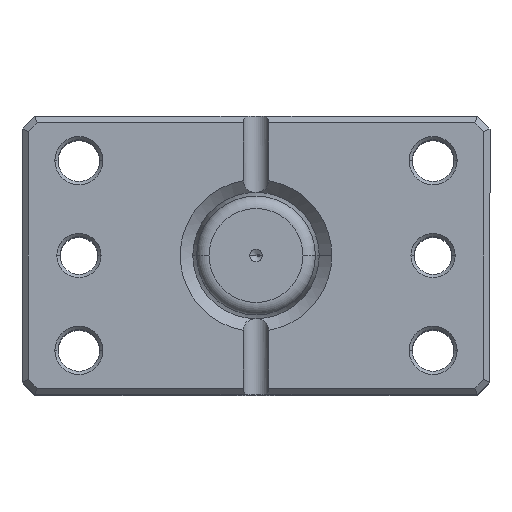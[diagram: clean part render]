
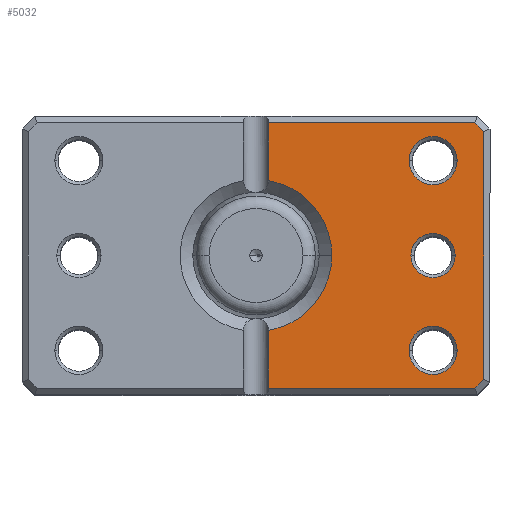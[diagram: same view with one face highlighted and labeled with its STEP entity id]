
A CAD part, top view. The second image highlights one B-rep face of the part: STEP entity #5032.
In plain terms, the highlighted face is planar.
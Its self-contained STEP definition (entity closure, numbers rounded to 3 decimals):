
#9 = DIRECTION ( 'NONE',  ( 1., 0., 0. ) ) ;
#51 = ORIENTED_EDGE ( 'NONE', *, *, #5263, .T. ) ;
#89 = VECTOR ( 'NONE', #1466, 1000. ) ;
#109 = CIRCLE ( 'NONE', #5554, 3.8 ) ;
#166 = EDGE_CURVE ( 'NONE', #815, #6758, #6276, .T. ) ;
#168 = VERTEX_POINT ( 'NONE', #6411 ) ;
#196 = LINE ( 'NONE', #6805, #6011 ) ;
#323 = ORIENTED_EDGE ( 'NONE', *, *, #2373, .T. ) ;
#324 = EDGE_CURVE ( 'NONE', #2641, #168, #109, .T. ) ;
#406 = CARTESIAN_POINT ( 'NONE',  ( -34.586, 21., 0. ) ) ;
#478 = VERTEX_POINT ( 'NONE', #609 ) ;
#517 = LINE ( 'NONE', #4500, #2040 ) ;
#527 = CARTESIAN_POINT ( 'NONE',  ( -36., 19.586, 0. ) ) ;
#552 = CARTESIAN_POINT ( 'NONE',  ( -27.793, -27.793, 0. ) ) ;
#609 = CARTESIAN_POINT ( 'NONE',  ( -24.5, 0., 0. ) ) ;
#632 = ORIENTED_EDGE ( 'NONE', *, *, #166, .T. ) ;
#641 = VERTEX_POINT ( 'NONE', #527 ) ;
#717 = ORIENTED_EDGE ( 'NONE', *, *, #6639, .T. ) ;
#776 = FACE_BOUND ( 'NONE', #2365, .T. ) ;
#815 = VERTEX_POINT ( 'NONE', #6514 ) ;
#827 = DIRECTION ( 'NONE',  ( -0.707, 0.707, 0. ) ) ;
#853 = CIRCLE ( 'NONE', #6773, 3.8 ) ;
#864 = VERTEX_POINT ( 'NONE', #406 ) ;
#869 = DIRECTION ( 'NONE',  ( 1., 0., 0. ) ) ;
#885 = PLANE ( 'NONE',  #2506 ) ;
#956 = DIRECTION ( 'NONE',  ( 0., 0., 1. ) ) ;
#982 = LINE ( 'NONE', #3593, #3558 ) ;
#1004 = VECTOR ( 'NONE', #827, 1000. ) ;
#1122 = AXIS2_PLACEMENT_3D ( 'NONE', #6400, #3098, #9 ) ;
#1220 = EDGE_CURVE ( 'NONE', #168, #2641, #853, .T. ) ;
#1233 = CARTESIAN_POINT ( 'NONE',  ( -28., 15., 0. ) ) ;
#1261 = DIRECTION ( 'NONE',  ( 0., 0., 1. ) ) ;
#1273 = EDGE_CURVE ( 'NONE', #478, #6642, #1881, .T. ) ;
#1279 = CARTESIAN_POINT ( 'NONE',  ( -34.586, -21., 0. ) ) ;
#1286 = AXIS2_PLACEMENT_3D ( 'NONE', #5846, #5894, #5656 ) ;
#1463 = LINE ( 'NONE', #3555, #89 ) ;
#1466 = DIRECTION ( 'NONE',  ( 0., -1., 0. ) ) ;
#1509 = VERTEX_POINT ( 'NONE', #1279 ) ;
#1544 = CIRCLE ( 'NONE', #6645, 3.8 ) ;
#1681 = CARTESIAN_POINT ( 'NONE',  ( -2., -21., 0. ) ) ;
#1714 = DIRECTION ( 'NONE',  ( 1., 0., 0. ) ) ;
#1761 = VERTEX_POINT ( 'NONE', #3364 ) ;
#1870 = LINE ( 'NONE', #6164, #3240 ) ;
#1881 = CIRCLE ( 'NONE', #5258, 3.5 ) ;
#1900 = CARTESIAN_POINT ( 'NONE',  ( -2., 11.832, 0. ) ) ;
#2021 = DIRECTION ( 'NONE',  ( 0., 0., 1. ) ) ;
#2040 = VECTOR ( 'NONE', #869, 1000. ) ;
#2124 = FACE_OUTER_BOUND ( 'NONE', #2772, .T. ) ;
#2171 = ORIENTED_EDGE ( 'NONE', *, *, #4713, .T. ) ;
#2201 = CIRCLE ( 'NONE', #1122, 3.5 ) ;
#2241 = CARTESIAN_POINT ( 'NONE',  ( -36., -19.586, 0. ) ) ;
#2251 = DIRECTION ( 'NONE',  ( 1., 0., 0. ) ) ;
#2358 = VERTEX_POINT ( 'NONE', #1681 ) ;
#2365 = EDGE_LOOP ( 'NONE', ( #717, #2947 ) ) ;
#2373 = EDGE_CURVE ( 'NONE', #641, #864, #982, .T. ) ;
#2463 = DIRECTION ( 'NONE',  ( 1., 0., 0. ) ) ;
#2466 = CARTESIAN_POINT ( 'NONE',  ( -31.5, 0., 0. ) ) ;
#2506 = AXIS2_PLACEMENT_3D ( 'NONE', #4497, #2940, #6776 ) ;
#2522 = EDGE_LOOP ( 'NONE', ( #3992, #4182 ) ) ;
#2557 = CARTESIAN_POINT ( 'NONE',  ( 0., 0., 0. ) ) ;
#2641 = VERTEX_POINT ( 'NONE', #6843 ) ;
#2646 = VERTEX_POINT ( 'NONE', #5624 ) ;
#2772 = EDGE_LOOP ( 'NONE', ( #3391, #3537, #632, #4813, #4997, #6809, #6827, #323, #51 ) ) ;
#2930 = DIRECTION ( 'NONE',  ( 0., 0., 1. ) ) ;
#2940 = DIRECTION ( 'NONE',  ( 0., 0., 1. ) ) ;
#2947 = ORIENTED_EDGE ( 'NONE', *, *, #4641, .T. ) ;
#2950 = EDGE_CURVE ( 'NONE', #2646, #6579, #1463, .T. ) ;
#2974 = EDGE_CURVE ( 'NONE', #6579, #815, #5542, .T. ) ;
#3098 = DIRECTION ( 'NONE',  ( 0., 0., 1. ) ) ;
#3240 = VECTOR ( 'NONE', #3907, 1000. ) ;
#3271 = EDGE_CURVE ( 'NONE', #6758, #2358, #3663, .T. ) ;
#3364 = CARTESIAN_POINT ( 'NONE',  ( -24.2, -15., 0. ) ) ;
#3365 = VERTEX_POINT ( 'NONE', #2241 ) ;
#3391 = ORIENTED_EDGE ( 'NONE', *, *, #2950, .T. ) ;
#3425 = LINE ( 'NONE', #552, #1004 ) ;
#3452 = CARTESIAN_POINT ( 'NONE',  ( -28., 0., 0. ) ) ;
#3502 = FACE_BOUND ( 'NONE', #4604, .T. ) ;
#3537 = ORIENTED_EDGE ( 'NONE', *, *, #2974, .T. ) ;
#3555 = CARTESIAN_POINT ( 'NONE',  ( -2., 22., 0. ) ) ;
#3558 = VECTOR ( 'NONE', #5355, 1000. ) ;
#3593 = CARTESIAN_POINT ( 'NONE',  ( -27.793, 27.793, 0. ) ) ;
#3595 = DIRECTION ( 'NONE',  ( 0., -1., 0. ) ) ;
#3663 = LINE ( 'NONE', #4692, #6450 ) ;
#3664 = FACE_BOUND ( 'NONE', #2522, .T. ) ;
#3758 = ORIENTED_EDGE ( 'NONE', *, *, #1273, .T. ) ;
#3801 = DIRECTION ( 'NONE',  ( 0., 0., 1. ) ) ;
#3814 = EDGE_CURVE ( 'NONE', #1509, #3365, #3425, .T. ) ;
#3907 = DIRECTION ( 'NONE',  ( 0., 1., 0. ) ) ;
#3992 = ORIENTED_EDGE ( 'NONE', *, *, #1220, .T. ) ;
#4050 = CARTESIAN_POINT ( 'NONE',  ( -28., -15., 0. ) ) ;
#4182 = ORIENTED_EDGE ( 'NONE', *, *, #324, .T. ) ;
#4219 = DIRECTION ( 'NONE',  ( 0., 0., 1. ) ) ;
#4497 = CARTESIAN_POINT ( 'NONE',  ( 0., 0., 0. ) ) ;
#4500 = CARTESIAN_POINT ( 'NONE',  ( 0., 21., 0. ) ) ;
#4550 = DIRECTION ( 'NONE',  ( -1., 0., 0. ) ) ;
#4559 = AXIS2_PLACEMENT_3D ( 'NONE', #2557, #4219, #2463 ) ;
#4604 = EDGE_LOOP ( 'NONE', ( #2171, #3758 ) ) ;
#4610 = DIRECTION ( 'NONE',  ( 1., 0., 0. ) ) ;
#4641 = EDGE_CURVE ( 'NONE', #1761, #6674, #1544, .T. ) ;
#4660 = CIRCLE ( 'NONE', #6447, 3.8 ) ;
#4692 = CARTESIAN_POINT ( 'NONE',  ( -2., 22., 0. ) ) ;
#4713 = EDGE_CURVE ( 'NONE', #6642, #478, #2201, .T. ) ;
#4787 = CARTESIAN_POINT ( 'NONE',  ( -2., -11.832, 0. ) ) ;
#4813 = ORIENTED_EDGE ( 'NONE', *, *, #3271, .T. ) ;
#4997 = ORIENTED_EDGE ( 'NONE', *, *, #5332, .T. ) ;
#5032 = ADVANCED_FACE ( 'NONE', ( #3502, #776, #3664, #2124 ), #885, .F. ) ;
#5088 = DIRECTION ( 'NONE',  ( 1., 0., 0. ) ) ;
#5226 = CARTESIAN_POINT ( 'NONE',  ( -28., -15., 0. ) ) ;
#5258 = AXIS2_PLACEMENT_3D ( 'NONE', #3452, #2930, #5088 ) ;
#5263 = EDGE_CURVE ( 'NONE', #864, #2646, #517, .T. ) ;
#5332 = EDGE_CURVE ( 'NONE', #2358, #1509, #196, .T. ) ;
#5355 = DIRECTION ( 'NONE',  ( 0.707, 0.707, 0. ) ) ;
#5542 = CIRCLE ( 'NONE', #4559, 12. ) ;
#5554 = AXIS2_PLACEMENT_3D ( 'NONE', #6527, #1261, #1714 ) ;
#5624 = CARTESIAN_POINT ( 'NONE',  ( -2., 21., 0. ) ) ;
#5656 = DIRECTION ( 'NONE',  ( 1., 0., 0. ) ) ;
#5777 = DIRECTION ( 'NONE',  ( 1., 0., 0. ) ) ;
#5846 = CARTESIAN_POINT ( 'NONE',  ( 0., 0., 0. ) ) ;
#5894 = DIRECTION ( 'NONE',  ( 0., 0., 1. ) ) ;
#6011 = VECTOR ( 'NONE', #4550, 1000. ) ;
#6164 = CARTESIAN_POINT ( 'NONE',  ( -36., 0., 0. ) ) ;
#6276 = CIRCLE ( 'NONE', #1286, 12. ) ;
#6296 = EDGE_CURVE ( 'NONE', #3365, #641, #1870, .T. ) ;
#6353 = CARTESIAN_POINT ( 'NONE',  ( -31.8, -15., 0. ) ) ;
#6400 = CARTESIAN_POINT ( 'NONE',  ( -28., 0., 0. ) ) ;
#6411 = CARTESIAN_POINT ( 'NONE',  ( -31.8, 15., 0. ) ) ;
#6447 = AXIS2_PLACEMENT_3D ( 'NONE', #4050, #956, #4610 ) ;
#6450 = VECTOR ( 'NONE', #3595, 1000. ) ;
#6514 = CARTESIAN_POINT ( 'NONE',  ( -12., 0., 0. ) ) ;
#6527 = CARTESIAN_POINT ( 'NONE',  ( -28., 15., 0. ) ) ;
#6579 = VERTEX_POINT ( 'NONE', #1900 ) ;
#6639 = EDGE_CURVE ( 'NONE', #6674, #1761, #4660, .T. ) ;
#6642 = VERTEX_POINT ( 'NONE', #2466 ) ;
#6645 = AXIS2_PLACEMENT_3D ( 'NONE', #5226, #2021, #5777 ) ;
#6674 = VERTEX_POINT ( 'NONE', #6353 ) ;
#6758 = VERTEX_POINT ( 'NONE', #4787 ) ;
#6773 = AXIS2_PLACEMENT_3D ( 'NONE', #1233, #3801, #2251 ) ;
#6776 = DIRECTION ( 'NONE',  ( 1., 0., 0. ) ) ;
#6805 = CARTESIAN_POINT ( 'NONE',  ( 0., -21., 0. ) ) ;
#6809 = ORIENTED_EDGE ( 'NONE', *, *, #3814, .T. ) ;
#6827 = ORIENTED_EDGE ( 'NONE', *, *, #6296, .T. ) ;
#6843 = CARTESIAN_POINT ( 'NONE',  ( -24.2, 15., 0. ) ) ;
